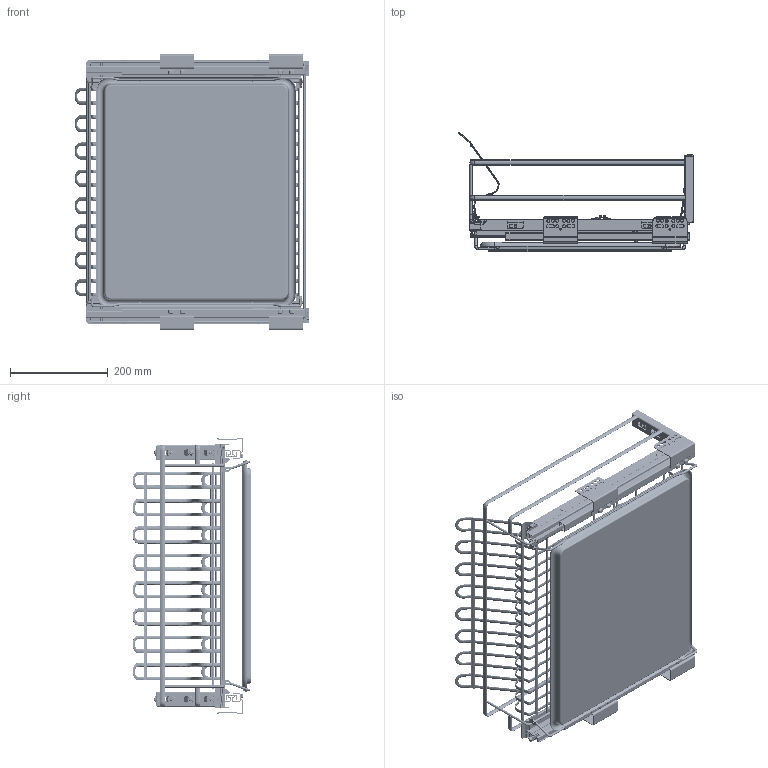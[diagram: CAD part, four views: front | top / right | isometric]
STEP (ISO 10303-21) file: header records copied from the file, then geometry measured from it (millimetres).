
FILE_DESCRIPTION(/* description */ (''),/* implementation_level */ '2;1');
FILE_NAME(/* name */ 'OC-SZD600_05.09.2024.stp',/* time_stamp */ '2024-09-05T10:48:07+02:00',/* author */ ('tomaszw'),/* organization */ (''),/* preprocessor_version */ 'ST-DEVELOPER v19.2',/* originating_system */ 'Autodesk Inventor 2023',/* authorisation */ '');
FILE_SCHEMA (('AUTOMOTIVE_DESIGN { 1 0 10303 214 3 1 1 }'));
Products named in the file (66): 60000_ASM; TUO-YUAN-LU-TAI-LAN-D0_ASM_51_ASM; TUO-YUAN-LU-TAI-LAN-D01_4_ASM; TUO-YUAN-LU-TAI-LAN-D01_4_1; TUO-YUAN-LU-TAI-LAN-D01_4_2; TUO-YUAN-LU-TAI-LAN-D01_4_3; TUO-YUAN-LU-TAI-LAN-D01_4_4; TUO-YUAN-LU-TAI-LAN-D01_4_5; TUO-YUAN-LU-TAI-LAN-D01_4_6; TUO-YUAN-LU-TAI-LAN-D01_4_7; TUO-YUAN-LU-TAI-LAN-D07_2_1; TUO-YUAN-LU-TAI-LAN-D08_2_1; TUO-YUAN-LU-TAI-LAN-D013_2_1; TUO-YUAN-LU-TAI-LAN-D014_3; TUO-YUAN-LU-TAI-LAN-D015_ASM__1_ASM; TUO-YUAN-LU-TAI-LAN-D016_7; TUO-YUAN-LU-TAI-LAN-D017_8_ASM; TUO-YUAN-LU-TAI-LAN-D017_8_1; TUO-YUAN-LU-TAI-LAN-D017_8_2; TUO-YUAN-LU-TAI-LAN-D017_8_3; TUO-YUAN-LU-TAI-LAN-D017_8_4; TUO-YUAN-LU-TAI-LAN-D017_8_5; TUO-YUAN-LU-TAI-LAN-D018_ASM__1_ASM; TUO-YUAN-LU-TAI-LAN-D019_5; TUO-YUAN-LU-TAI-LAN-D020_6_ASM; TUO-YUAN-LU-TAI-LAN-D020_6_1; TUO-YUAN-LU-TAI-LAN-D020_6_2; TUO-YUAN-LU-TAI-LAN-D020_6_3; TUO-YUAN-LU-TAI-LAN-D020_6_4; MKO-001_2; PRT0001_1_1; TUO-YUAN-LU-TAI-LAN-D021_5_ASM; TUO-YUAN-LU-TAI-LAN-D021_5_1; TUO-YUAN-LU-TAI-LAN-D021_5_2; TUO-YUAN-LU-TAI-LAN-D022_4_ASM; TUO-YUAN-LU-TAI-LAN-D022_4_1; TUO-YUAN-LU-TAI-LAN-D022_4_2; GGGGGGGGG_1_1; TUO-YUAN-LU-TAI-LAN-D09_2_1; TUO-YUAN-LU-TAI-LAN-D010_2_1 ...
Assembly tree (83 placements, depth 5):
  60000_ASM
    TUO-YUAN-LU-TAI-LAN-D0_ASM_51_ASM
      TUO-YUAN-LU-TAI-LAN-D01_4_ASM
        TUO-YUAN-LU-TAI-LAN-D01_4_1
        TUO-YUAN-LU-TAI-LAN-D01_4_2
        TUO-YUAN-LU-TAI-LAN-D01_4_3
        TUO-YUAN-LU-TAI-LAN-D01_4_4
        TUO-YUAN-LU-TAI-LAN-D01_4_5
        TUO-YUAN-LU-TAI-LAN-D01_4_6
        TUO-YUAN-LU-TAI-LAN-D01_4_7
      TUO-YUAN-LU-TAI-LAN-D07_2_1
      TUO-YUAN-LU-TAI-LAN-D08_2_1
      TUO-YUAN-LU-TAI-LAN-D09_2_1  x2
      TUO-YUAN-LU-TAI-LAN-D010_2_1  x2
      TUO-YUAN-LU-TAI-LAN-D013_2_1
      TUO-YUAN-LU-TAI-LAN-D014_3
      TUO-YUAN-LU-TAI-LAN-D015_ASM__1_ASM
        TUO-YUAN-LU-TAI-LAN-D016_7  x8
        TUO-YUAN-LU-TAI-LAN-D017_8_ASM
          TUO-YUAN-LU-TAI-LAN-D017_8_1
          TUO-YUAN-LU-TAI-LAN-D017_8_2
          TUO-YUAN-LU-TAI-LAN-D017_8_3
          TUO-YUAN-LU-TAI-LAN-D017_8_4
          TUO-YUAN-LU-TAI-LAN-D017_8_5
      TUO-YUAN-LU-TAI-LAN-D018_ASM__1_ASM
        TUO-YUAN-LU-TAI-LAN-D019_5  x8
        TUO-YUAN-LU-TAI-LAN-D020_6_ASM
          TUO-YUAN-LU-TAI-LAN-D020_6_1
          TUO-YUAN-LU-TAI-LAN-D020_6_2
          TUO-YUAN-LU-TAI-LAN-D020_6_3
          TUO-YUAN-LU-TAI-LAN-D020_6_4
      MKO-001_2
      PRT0001_1_1
      TUO-YUAN-LU-TAI-LAN-D021_5_ASM
        TUO-YUAN-LU-TAI-LAN-D021_5_1
        TUO-YUAN-LU-TAI-LAN-D021_5_2
      TUO-YUAN-LU-TAI-LAN-D022_4_ASM
        TUO-YUAN-LU-TAI-LAN-D022_4_1
        TUO-YUAN-LU-TAI-LAN-D022_4_2
      GGGGGGGGG_1_1
      DIAO-WEI-KE-00_ASM_3_ASM  x2
        DIAO-WEI-KE-001_2
        GE-JIN-JIAN-001_135_1
        DA-BIAN-M5X20_7
        DA-BIAN-M5X14_7
        DA-BIAN-M5X12_6
    DTC---0001_ASM
      DTC---0002_ASM
        DTC---04000
        DTC---05000
        DTC---06000
      DTC---0003_ASM
        DTC---0000
        DTC---01000
        DTC---02000
      DTC---03000
    DTC---0004_ASM
      DTC---_MIR0001_ASM
        DTC---04_MIR000
        DTC---05_MIR000
Bounding box: 481.5 x 243.72 x 564 mm (x, y, z)
Volume: 994163.4 mm3; surface area: 1289280 mm2
Topology: 73 solids, 73 shells, 4153 faces, 10444 edges, 6374 vertices
Faces by surface type: plane 1453, cylinder 1410, bspline 744, torus 420, cone 80, sphere 46
Full cylindrical faces by diameter (mm): 3.3 x7, 4 x8, 4.3 x2, 4.4 x8, 4.5 x4, 4.8 x25, 5 x118, 5.5 x4, 6 x4, 6.2 x32
Entity records: 121287 total; most frequent: CARTESIAN_POINT 62516, ORIENTED_EDGE 12014, DIRECTION 11714, EDGE_CURVE 6007, AXIS2_PLACEMENT_3D 4238, VERTEX_POINT 3668, LINE 3238, VECTOR 3238
